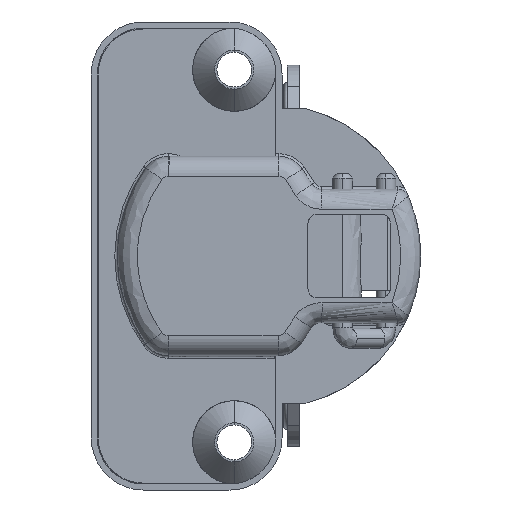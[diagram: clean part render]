
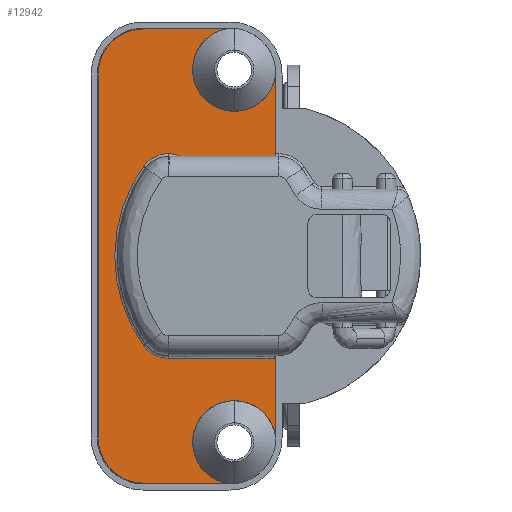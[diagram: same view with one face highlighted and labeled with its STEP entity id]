
A CAD part, left-side view. The second image highlights one B-rep face of the part: STEP entity #12942.
In plain terms, the highlighted free-form (B-spline) face has degree [1, 1] with [2, 2] control points.
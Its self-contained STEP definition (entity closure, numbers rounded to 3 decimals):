
#12581 = VERTEX_POINT('',#12582);
#12582 = CARTESIAN_POINT('',(-4.114,7.265,
    10.966));
#12590 = EDGE_CURVE('',#12581,#12591,#12593,.T.);
#12591 = VERTEX_POINT('',#12592);
#12592 = CARTESIAN_POINT('',(-4.114,4.253,
    12.509));
#12593 = ( BOUNDED_CURVE() B_SPLINE_CURVE(2,(#12594,#12595,#12596),
.UNSPECIFIED.,.F.,.F.) B_SPLINE_CURVE_WITH_KNOTS((3,3),(5.336,
6.283),.PIECEWISE_BEZIER_KNOTS.) CURVE() 
GEOMETRIC_REPRESENTATION_ITEM() RATIONAL_B_SPLINE_CURVE((1.,
0.89,1.)) REPRESENTATION_ITEM('') );
#12594 = CARTESIAN_POINT('',(-4.114,7.265,
    10.966));
#12595 = CARTESIAN_POINT('',(-4.114,6.154,
    12.509));
#12596 = CARTESIAN_POINT('',(-4.114,4.253,
    12.509));
#12942 = ADVANCED_FACE('',(#12943),#13053,.T.);
#12943 = FACE_BOUND('',#12944,.T.);
#12944 = EDGE_LOOP('',(#12945,#12957,#12964,#12971,#12979,#12985,#12986,
    #12994,#13001,#13008,#13018,#13025,#13033,#13040,#13048));
#12945 = ORIENTED_EDGE('',*,*,#12946,.F.);
#12946 = EDGE_CURVE('',#12947,#12949,#12951,.T.);
#12947 = VERTEX_POINT('',#12948);
#12948 = CARTESIAN_POINT('',(-4.114,-8.805,
    -21.794));
#12949 = VERTEX_POINT('',#12950);
#12950 = CARTESIAN_POINT('',(-4.114,-2.783,
    -27.769));
#12951 = ( BOUNDED_CURVE() B_SPLINE_CURVE(2,(#12952,#12953,#12954,#12955
,#12956),.UNSPECIFIED.,.F.,.F.) B_SPLINE_CURVE_WITH_KNOTS((3,2,3),(
    4.909,7.065,9.22),
.PIECEWISE_BEZIER_KNOTS.) CURVE() GEOMETRIC_REPRESENTATION_ITEM() 
RATIONAL_B_SPLINE_CURVE((1.,0.473,1.,0.473,1.)) 
REPRESENTATION_ITEM('') );
#12952 = CARTESIAN_POINT('',(-4.114,-8.805,
    -21.794));
#12953 = CARTESIAN_POINT('',(-4.114,-6.956,
    -12.506));
#12954 = CARTESIAN_POINT('',(-4.114,-0.233,
    -19.176));
#12955 = CARTESIAN_POINT('',(-4.114,6.491,
    -25.846));
#12956 = CARTESIAN_POINT('',(-4.114,-2.783,
    -27.769));
#12957 = ORIENTED_EDGE('',*,*,#12958,.T.);
#12958 = EDGE_CURVE('',#12947,#12959,#12961,.T.);
#12959 = VERTEX_POINT('',#12960);
#12960 = CARTESIAN_POINT('',(-4.114,-8.805,
    -12.506));
#12961 = B_SPLINE_CURVE_WITH_KNOTS('',1,(#12962,#12963),.UNSPECIFIED.,
  .F.,.F.,(2,2),(0.437,9.201),
  .PIECEWISE_BEZIER_KNOTS.);
#12962 = CARTESIAN_POINT('',(-4.114,-8.805,
    -21.794));
#12963 = CARTESIAN_POINT('',(-4.114,-8.805,
    -12.506));
#12964 = ORIENTED_EDGE('',*,*,#12965,.T.);
#12965 = EDGE_CURVE('',#12959,#12966,#12968,.T.);
#12966 = VERTEX_POINT('',#12967);
#12967 = CARTESIAN_POINT('',(-4.114,4.254,
    -12.506));
#12968 = B_SPLINE_CURVE_WITH_KNOTS('',1,(#12969,#12970),.UNSPECIFIED.,
  .F.,.F.,(2,2),(-5.2,7.122),.PIECEWISE_BEZIER_KNOTS.);
#12969 = CARTESIAN_POINT('',(-4.114,-8.805,
    -12.506));
#12970 = CARTESIAN_POINT('',(-4.114,4.254,
    -12.506));
#12971 = ORIENTED_EDGE('',*,*,#12972,.T.);
#12972 = EDGE_CURVE('',#12966,#12973,#12975,.T.);
#12973 = VERTEX_POINT('',#12974);
#12974 = CARTESIAN_POINT('',(-4.114,7.264,
    -10.964));
#12975 = ( BOUNDED_CURVE() B_SPLINE_CURVE(2,(#12976,#12977,#12978),
.UNSPECIFIED.,.F.,.F.) B_SPLINE_CURVE_WITH_KNOTS((3,3),(3.142,
4.088),.PIECEWISE_BEZIER_KNOTS.) CURVE() 
GEOMETRIC_REPRESENTATION_ITEM() RATIONAL_B_SPLINE_CURVE((1.,
0.89,1.)) REPRESENTATION_ITEM('') );
#12976 = CARTESIAN_POINT('',(-4.114,4.254,
    -12.506));
#12977 = CARTESIAN_POINT('',(-4.114,6.154,
    -12.506));
#12978 = CARTESIAN_POINT('',(-4.114,7.264,
    -10.964));
#12979 = ORIENTED_EDGE('',*,*,#12980,.T.);
#12980 = EDGE_CURVE('',#12973,#12581,#12981,.T.);
#12981 = ( BOUNDED_CURVE() B_SPLINE_CURVE(2,(#12982,#12983,#12984),
.UNSPECIFIED.,.F.,.F.) B_SPLINE_CURVE_WITH_KNOTS((3,3),(4.088,
5.337),.PIECEWISE_BEZIER_KNOTS.) CURVE() 
GEOMETRIC_REPRESENTATION_ITEM() RATIONAL_B_SPLINE_CURVE((1.,
0.811,1.)) REPRESENTATION_ITEM('') );
#12982 = CARTESIAN_POINT('',(-4.114,7.264,
    -10.964));
#12983 = CARTESIAN_POINT('',(-4.114,15.164,
    0.001));
#12984 = CARTESIAN_POINT('',(-4.114,7.265,
    10.966));
#12985 = ORIENTED_EDGE('',*,*,#12590,.T.);
#12986 = ORIENTED_EDGE('',*,*,#12987,.T.);
#12987 = EDGE_CURVE('',#12591,#12988,#12990,.T.);
#12988 = VERTEX_POINT('',#12989);
#12989 = CARTESIAN_POINT('',(-4.114,2.747,
    12.19));
#12990 = ( BOUNDED_CURVE() B_SPLINE_CURVE(2,(#12991,#12992,#12993),
.UNSPECIFIED.,.F.,.F.) B_SPLINE_CURVE_WITH_KNOTS((3,3),(0.,
0.418),.PIECEWISE_BEZIER_KNOTS.) CURVE() 
GEOMETRIC_REPRESENTATION_ITEM() RATIONAL_B_SPLINE_CURVE((1.,
0.978,1.)) REPRESENTATION_ITEM('') );
#12991 = CARTESIAN_POINT('',(-4.114,4.253,
    12.509));
#12992 = CARTESIAN_POINT('',(-4.114,3.466,
    12.509));
#12993 = CARTESIAN_POINT('',(-4.114,2.747,
    12.19));
#12994 = ORIENTED_EDGE('',*,*,#12995,.F.);
#12995 = EDGE_CURVE('',#12996,#12988,#12998,.T.);
#12996 = VERTEX_POINT('',#12997);
#12997 = CARTESIAN_POINT('',(-4.114,-8.805,
    12.19));
#12998 = B_SPLINE_CURVE_WITH_KNOTS('',1,(#12999,#13000),.UNSPECIFIED.,
  .F.,.F.,(2,2),(0.452,11.352),
  .PIECEWISE_BEZIER_KNOTS.);
#12999 = CARTESIAN_POINT('',(-4.114,-8.805,
    12.19));
#13000 = CARTESIAN_POINT('',(-4.114,2.747,
    12.19));
#13001 = ORIENTED_EDGE('',*,*,#13002,.T.);
#13002 = EDGE_CURVE('',#12996,#13003,#13005,.T.);
#13003 = VERTEX_POINT('',#13004);
#13004 = CARTESIAN_POINT('',(-4.114,-8.805,
    21.794));
#13005 = B_SPLINE_CURVE_WITH_KNOTS('',1,(#13006,#13007),.UNSPECIFIED.,
  .F.,.F.,(2,2),(32.501,41.563),
  .PIECEWISE_BEZIER_KNOTS.);
#13006 = CARTESIAN_POINT('',(-4.114,-8.805,
    12.19));
#13007 = CARTESIAN_POINT('',(-4.114,-8.805,
    21.794));
#13008 = ORIENTED_EDGE('',*,*,#13009,.F.);
#13009 = EDGE_CURVE('',#13010,#13003,#13012,.T.);
#13010 = VERTEX_POINT('',#13011);
#13011 = CARTESIAN_POINT('',(-4.114,-2.783,
    27.769));
#13012 = ( BOUNDED_CURVE() B_SPLINE_CURVE(2,(#13013,#13014,#13015,#13016
,#13017),.UNSPECIFIED.,.F.,.F.) B_SPLINE_CURVE_WITH_KNOTS((3,2,3),(
    0.204,2.36,4.516),
.PIECEWISE_BEZIER_KNOTS.) CURVE() GEOMETRIC_REPRESENTATION_ITEM() 
RATIONAL_B_SPLINE_CURVE((1.,0.473,1.,0.473,1.)) 
REPRESENTATION_ITEM('') );
#13013 = CARTESIAN_POINT('',(-4.114,-2.783,
    27.769));
#13014 = CARTESIAN_POINT('',(-4.114,6.491,
    25.846));
#13015 = CARTESIAN_POINT('',(-4.114,-0.233,
    19.176));
#13016 = CARTESIAN_POINT('',(-4.114,-6.956,
    12.506));
#13017 = CARTESIAN_POINT('',(-4.114,-8.805,
    21.794));
#13018 = ORIENTED_EDGE('',*,*,#13019,.T.);
#13019 = EDGE_CURVE('',#13010,#13020,#13022,.T.);
#13020 = VERTEX_POINT('',#13021);
#13021 = CARTESIAN_POINT('',(-4.114,7.305,
    27.769));
#13022 = B_SPLINE_CURVE_WITH_KNOTS('',1,(#13023,#13024),.UNSPECIFIED.,
  .F.,.F.,(2,2),(0.482,10.),.PIECEWISE_BEZIER_KNOTS.);
#13023 = CARTESIAN_POINT('',(-4.114,-2.783,
    27.769));
#13024 = CARTESIAN_POINT('',(-4.114,7.305,
    27.769));
#13025 = ORIENTED_EDGE('',*,*,#13026,.T.);
#13026 = EDGE_CURVE('',#13020,#13027,#13029,.T.);
#13027 = VERTEX_POINT('',#13028);
#13028 = CARTESIAN_POINT('',(-4.114,12.817,
    22.258));
#13029 = ( BOUNDED_CURVE() B_SPLINE_CURVE(2,(#13030,#13031,#13032),
.UNSPECIFIED.,.F.,.F.) B_SPLINE_CURVE_WITH_KNOTS((3,3),(0.,
1.571),.PIECEWISE_BEZIER_KNOTS.) CURVE() 
GEOMETRIC_REPRESENTATION_ITEM() RATIONAL_B_SPLINE_CURVE((1.,
0.707,1.)) REPRESENTATION_ITEM('') );
#13030 = CARTESIAN_POINT('',(-4.114,7.305,
    27.769));
#13031 = CARTESIAN_POINT('',(-4.114,12.817,
    27.769));
#13032 = CARTESIAN_POINT('',(-4.114,12.817,
    22.258));
#13033 = ORIENTED_EDGE('',*,*,#13034,.T.);
#13034 = EDGE_CURVE('',#13027,#13035,#13037,.T.);
#13035 = VERTEX_POINT('',#13036);
#13036 = CARTESIAN_POINT('',(-4.114,12.817,
    -22.258));
#13037 = B_SPLINE_CURVE_WITH_KNOTS('',1,(#13038,#13039),.UNSPECIFIED.,
  .F.,.F.,(2,2),(-42.,0.),.PIECEWISE_BEZIER_KNOTS.);
#13038 = CARTESIAN_POINT('',(-4.114,12.817,
    22.258));
#13039 = CARTESIAN_POINT('',(-4.114,12.817,
    -22.258));
#13040 = ORIENTED_EDGE('',*,*,#13041,.T.);
#13041 = EDGE_CURVE('',#13035,#13042,#13044,.T.);
#13042 = VERTEX_POINT('',#13043);
#13043 = CARTESIAN_POINT('',(-4.114,7.305,
    -27.769));
#13044 = ( BOUNDED_CURVE() B_SPLINE_CURVE(2,(#13045,#13046,#13047),
.UNSPECIFIED.,.F.,.F.) B_SPLINE_CURVE_WITH_KNOTS((3,3),(1.571,
3.142),.PIECEWISE_BEZIER_KNOTS.) CURVE() 
GEOMETRIC_REPRESENTATION_ITEM() RATIONAL_B_SPLINE_CURVE((1.,
0.707,1.)) REPRESENTATION_ITEM('') );
#13045 = CARTESIAN_POINT('',(-4.114,12.817,
    -22.258));
#13046 = CARTESIAN_POINT('',(-4.114,12.817,
    -27.769));
#13047 = CARTESIAN_POINT('',(-4.114,7.305,
    -27.769));
#13048 = ORIENTED_EDGE('',*,*,#13049,.T.);
#13049 = EDGE_CURVE('',#13042,#12949,#13050,.T.);
#13050 = B_SPLINE_CURVE_WITH_KNOTS('',1,(#13051,#13052),.UNSPECIFIED.,
  .F.,.F.,(2,2),(-10.,-0.482),.PIECEWISE_BEZIER_KNOTS.);
#13051 = CARTESIAN_POINT('',(-4.114,7.305,
    -27.769));
#13052 = CARTESIAN_POINT('',(-4.114,-2.783,
    -27.769));
#13053 = B_SPLINE_SURFACE_WITH_KNOTS('',1,1,(
    (#13054,#13055)
    ,(#13056,#13057
  )),.UNSPECIFIED.,.F.,.F.,.F.,(2,2),(2,2),(-5.2,47.2),(-5.2,15.2),
  .PIECEWISE_BEZIER_KNOTS.);
#13054 = CARTESIAN_POINT('',(-4.114,-8.805,
    -27.769));
#13055 = CARTESIAN_POINT('',(-4.114,12.817,
    -27.769));
#13056 = CARTESIAN_POINT('',(-4.114,-8.805,
    27.769));
#13057 = CARTESIAN_POINT('',(-4.114,12.817,
    27.769));
